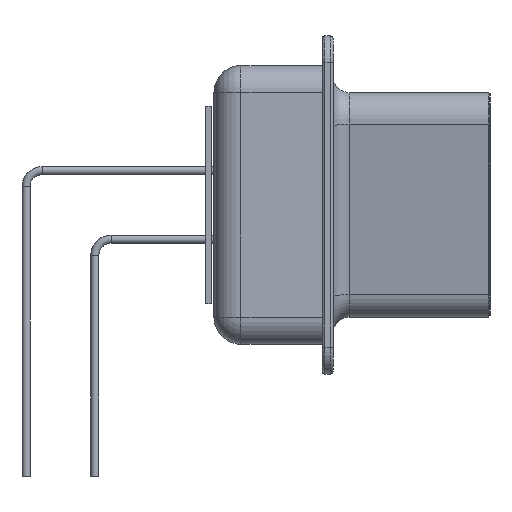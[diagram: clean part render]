
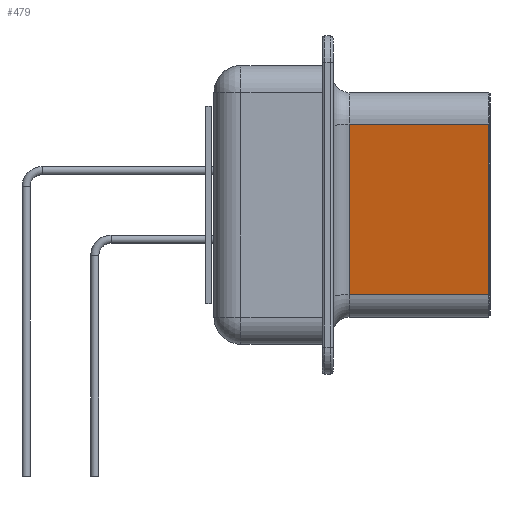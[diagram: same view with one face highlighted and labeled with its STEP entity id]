
A CAD part, left-side view. The second image highlights one B-rep face of the part: STEP entity #479.
In plain terms, the highlighted planar face has unit normal (-0.986, 0, -0.165).
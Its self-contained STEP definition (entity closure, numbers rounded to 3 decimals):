
#29=DIRECTION('',(0.,-1.,0.));
#75=DIRECTION('',(-0.986,0.,-0.165));
#79=VECTOR('',#80,1.);
#80=DIRECTION('',(0.165,0.,-0.986));
#159=VERTEX_POINT('',#160);
#160=CARTESIAN_POINT('',(-2.586,-17.09,9.235));
#199=VERTEX_POINT('',#200);
#200=CARTESIAN_POINT('',(-1.534,-17.09,2.935));
#203=ORIENTED_EDGE('',*,*,#204,.F.);
#204=EDGE_CURVE('',#159,#199,#205,.T.);
#205=LINE('',#160,#79);
#314=VECTOR('',#29,1.);
#451=VERTEX_POINT('',#452);
#452=CARTESIAN_POINT('',(-2.586,-11.94,9.235));
#457=EDGE_CURVE('',#451,#159,#458,.T.);
#458=LINE('',#459,#314);
#459=CARTESIAN_POINT('',(-2.586,-11.34,9.235));
#479=ADVANCED_FACE('',(#480),#494,.T.);
#480=FACE_BOUND('',#481,.T.);
#481=EDGE_LOOP('',(#482,#203,#488,#489));
#482=ORIENTED_EDGE('',*,*,#483,.T.);
#483=EDGE_CURVE('',#484,#199,#486,.T.);
#484=VERTEX_POINT('',#485);
#485=CARTESIAN_POINT('',(-1.534,-11.94,2.935));
#486=LINE('',#487,#314);
#487=CARTESIAN_POINT('',(-1.534,-11.34,2.935));
#488=ORIENTED_EDGE('',*,*,#457,.F.);
#489=ORIENTED_EDGE('',*,*,#490,.F.);
#490=EDGE_CURVE('',#484,#451,#491,.T.);
#491=LINE('',#485,#492);
#492=VECTOR('',#493,1.);
#493=DIRECTION('',(-0.165,0.,0.986));
#494=PLANE('',#495);
#495=AXIS2_PLACEMENT_3D('',#496,#75,#493);
#496=CARTESIAN_POINT('',(-1.395,-11.34,2.1));
